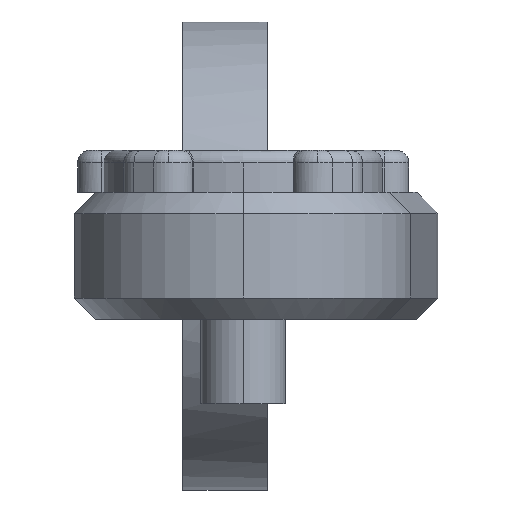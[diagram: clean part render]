
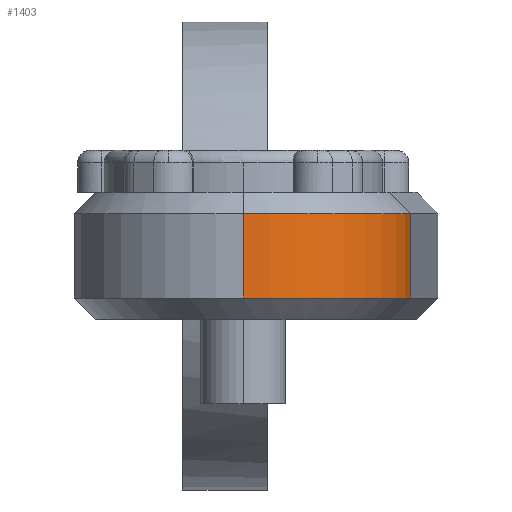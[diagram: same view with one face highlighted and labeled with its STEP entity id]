
A CAD part, left-side view. The second image highlights one B-rep face of the part: STEP entity #1403.
In plain terms, the highlighted cylindrical face has radius 20 mm (diameter 40 mm), a partial arc.
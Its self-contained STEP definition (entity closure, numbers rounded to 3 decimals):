
#6 = CARTESIAN_POINT ( 'NONE',  ( -92.62, 2.861, 12.5 ) ) ;
#100 = EDGE_LOOP ( 'NONE', ( #880, #965, #2896, #2016 ) ) ;
#107 = CARTESIAN_POINT ( 'NONE',  ( -92.62, 2.861, 2.5 ) ) ;
#120 = VERTEX_POINT ( 'NONE', #2561 ) ;
#207 = CARTESIAN_POINT ( 'NONE',  ( -92.62, 2.861, 15. ) ) ;
#226 = CIRCLE ( 'NONE', #659, 20. ) ;
#413 = LINE ( 'NONE', #1931, #2813 ) ;
#496 = EDGE_CURVE ( 'NONE', #598, #120, #3284, .T. ) ;
#598 = VERTEX_POINT ( 'NONE', #3149 ) ;
#649 = AXIS2_PLACEMENT_3D ( 'NONE', #207, #982, #2221 ) ;
#659 = AXIS2_PLACEMENT_3D ( 'NONE', #6, #1308, #2640 ) ;
#730 = VERTEX_POINT ( 'NONE', #1418 ) ;
#846 = DIRECTION ( 'NONE',  ( 0., 0., 1. ) ) ;
#880 = ORIENTED_EDGE ( 'NONE', *, *, #997, .T. ) ;
#899 = DIRECTION ( 'NONE',  ( 1., 0., 0. ) ) ;
#965 = ORIENTED_EDGE ( 'NONE', *, *, #2695, .T. ) ;
#982 = DIRECTION ( 'NONE',  ( 0., 0., -1. ) ) ;
#997 = EDGE_CURVE ( 'NONE', #730, #1788, #226, .T. ) ;
#1082 = LINE ( 'NONE', #2060, #2026 ) ;
#1308 = DIRECTION ( 'NONE',  ( 0., 0., -1. ) ) ;
#1403 = ADVANCED_FACE ( 'NONE', ( #2557 ), #2803, .T. ) ;
#1418 = CARTESIAN_POINT ( 'NONE',  ( -95.081, -16.987, 12.5 ) ) ;
#1788 = VERTEX_POINT ( 'NONE', #3128 ) ;
#1931 = CARTESIAN_POINT ( 'NONE',  ( -112.62, 2.861, 15. ) ) ;
#2016 = ORIENTED_EDGE ( 'NONE', *, *, #3317, .F. ) ;
#2026 = VECTOR ( 'NONE', #2126, 1000. ) ;
#2060 = CARTESIAN_POINT ( 'NONE',  ( -95.081, -16.987, 15. ) ) ;
#2126 = DIRECTION ( 'NONE',  ( 0., 0., -1. ) ) ;
#2190 = DIRECTION ( 'NONE',  ( 0., 0., -1. ) ) ;
#2221 = DIRECTION ( 'NONE',  ( -1., 0., 0. ) ) ;
#2257 = AXIS2_PLACEMENT_3D ( 'NONE', #107, #846, #899 ) ;
#2557 = FACE_OUTER_BOUND ( 'NONE', #100, .T. ) ;
#2561 = CARTESIAN_POINT ( 'NONE',  ( -95.081, -16.987, 2.5 ) ) ;
#2640 = DIRECTION ( 'NONE',  ( 1., 0., 0. ) ) ;
#2695 = EDGE_CURVE ( 'NONE', #1788, #598, #413, .T. ) ;
#2803 = CYLINDRICAL_SURFACE ( 'NONE', #649, 20. ) ;
#2813 = VECTOR ( 'NONE', #2190, 1000. ) ;
#2896 = ORIENTED_EDGE ( 'NONE', *, *, #496, .T. ) ;
#3128 = CARTESIAN_POINT ( 'NONE',  ( -112.62, 2.861, 12.5 ) ) ;
#3149 = CARTESIAN_POINT ( 'NONE',  ( -112.62, 2.861, 2.5 ) ) ;
#3284 = CIRCLE ( 'NONE', #2257, 20. ) ;
#3317 = EDGE_CURVE ( 'NONE', #730, #120, #1082, .T. ) ;
